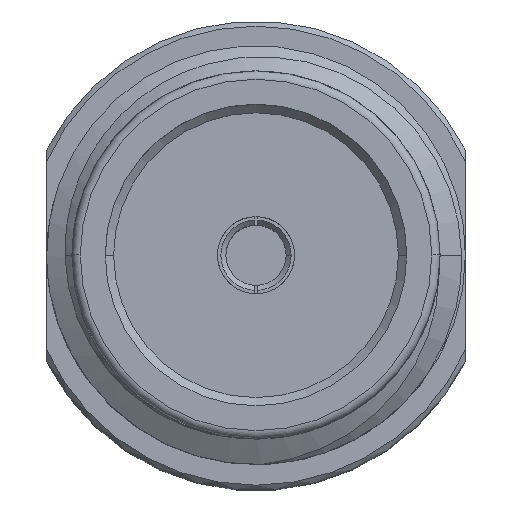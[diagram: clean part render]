
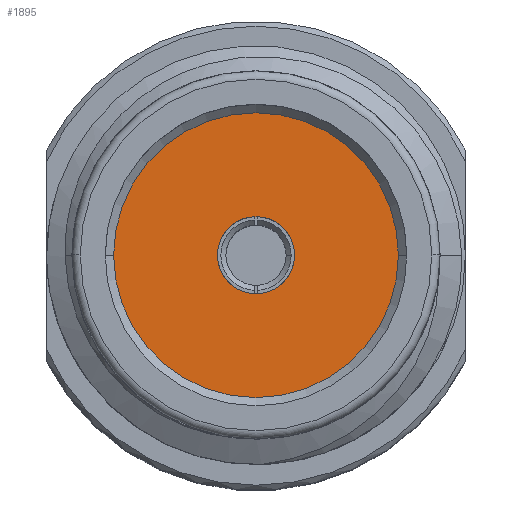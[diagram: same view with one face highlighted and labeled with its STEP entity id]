
A CAD part, top view. The second image highlights one B-rep face of the part: STEP entity #1895.
In plain terms, the highlighted planar face has unit normal (0, 0, 1).
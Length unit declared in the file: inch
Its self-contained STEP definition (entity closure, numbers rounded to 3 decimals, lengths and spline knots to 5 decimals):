
#136 = DIRECTION ( 'NONE',  ( 1., 0., 0. ) ) ;
#161 = EDGE_LOOP ( 'NONE', ( #1241, #2478 ) ) ;
#188 = CARTESIAN_POINT ( 'NONE',  ( 0.085, 0., -0.075 ) ) ;
#250 = VERTEX_POINT ( 'NONE', #188 ) ;
#320 = CARTESIAN_POINT ( 'NONE',  ( -0.085, 0., -0.075 ) ) ;
#415 = AXIS2_PLACEMENT_3D ( 'NONE', #4510, #1977, #2412 ) ;
#629 = CIRCLE ( 'NONE', #3573, 0.085 ) ;
#630 = ORIENTED_EDGE ( 'NONE', *, *, #2176, .F. ) ;
#793 = FACE_OUTER_BOUND ( 'NONE', #161, .T. ) ;
#1094 = CIRCLE ( 'NONE', #2755, 0.085 ) ;
#1147 = AXIS2_PLACEMENT_3D ( 'NONE', #3499, #2673, #136 ) ;
#1241 = ORIENTED_EDGE ( 'NONE', *, *, #3877, .T. ) ;
#1384 = CARTESIAN_POINT ( 'NONE',  ( 0.023, 0., -0.075 ) ) ;
#1658 = DIRECTION ( 'NONE',  ( 0., 0., 1. ) ) ;
#1871 = EDGE_LOOP ( 'NONE', ( #630, #4954 ) ) ;
#1895 = ADVANCED_FACE ( 'NONE', ( #4243, #793 ), #4176, .T. ) ;
#1977 = DIRECTION ( 'NONE',  ( 0., 0., 1. ) ) ;
#2176 = EDGE_CURVE ( 'NONE', #4514, #3399, #3021, .T. ) ;
#2351 = CARTESIAN_POINT ( 'NONE',  ( 0., 0., -0.075 ) ) ;
#2412 = DIRECTION ( 'NONE',  ( 1., 0., 0. ) ) ;
#2478 = ORIENTED_EDGE ( 'NONE', *, *, #2817, .T. ) ;
#2673 = DIRECTION ( 'NONE',  ( 0., 0., 1. ) ) ;
#2755 = AXIS2_PLACEMENT_3D ( 'NONE', #3099, #5404, #4130 ) ;
#2817 = EDGE_CURVE ( 'NONE', #3465, #250, #1094, .T. ) ;
#2913 = DIRECTION ( 'NONE',  ( 1., 0., 0. ) ) ;
#3021 = CIRCLE ( 'NONE', #4269, 0.023 ) ;
#3099 = CARTESIAN_POINT ( 'NONE',  ( 0., 0., -0.075 ) ) ;
#3105 = EDGE_CURVE ( 'NONE', #3399, #4514, #3129, .T. ) ;
#3129 = CIRCLE ( 'NONE', #1147, 0.023 ) ;
#3254 = CARTESIAN_POINT ( 'NONE',  ( -0.023, 0., -0.075 ) ) ;
#3399 = VERTEX_POINT ( 'NONE', #3254 ) ;
#3465 = VERTEX_POINT ( 'NONE', #320 ) ;
#3499 = CARTESIAN_POINT ( 'NONE',  ( 0., 0., -0.075 ) ) ;
#3573 = AXIS2_PLACEMENT_3D ( 'NONE', #2351, #4076, #4433 ) ;
#3764 = CARTESIAN_POINT ( 'NONE',  ( 0., 0., -0.075 ) ) ;
#3877 = EDGE_CURVE ( 'NONE', #250, #3465, #629, .T. ) ;
#4076 = DIRECTION ( 'NONE',  ( 0., 0., 1. ) ) ;
#4130 = DIRECTION ( 'NONE',  ( 1., 0., 0. ) ) ;
#4176 = PLANE ( 'NONE',  #415 ) ;
#4243 = FACE_BOUND ( 'NONE', #1871, .T. ) ;
#4269 = AXIS2_PLACEMENT_3D ( 'NONE', #3764, #1658, #2913 ) ;
#4433 = DIRECTION ( 'NONE',  ( 1., 0., 0. ) ) ;
#4510 = CARTESIAN_POINT ( 'NONE',  ( 0., 0., -0.075 ) ) ;
#4514 = VERTEX_POINT ( 'NONE', #1384 ) ;
#4954 = ORIENTED_EDGE ( 'NONE', *, *, #3105, .F. ) ;
#5404 = DIRECTION ( 'NONE',  ( 0., 0., 1. ) ) ;
